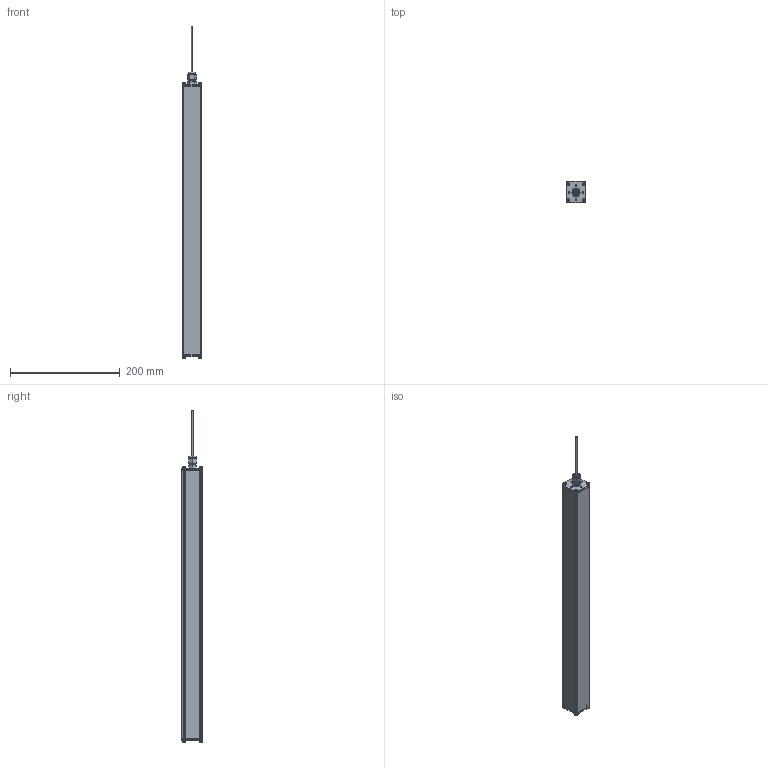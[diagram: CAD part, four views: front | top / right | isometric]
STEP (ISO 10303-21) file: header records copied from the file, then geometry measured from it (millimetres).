
FILE_DESCRIPTION((''),'2;1');
FILE_NAME('205382_ASM','2019-03-15T12:32:31',('pdmadmin'),('BANNER ENGINEERING'),'CREO PARAMETRIC BY PTC INC, 2018300','CREO PARAMETRIC BY PTC INC, 2018300','');
FILE_SCHEMA(('CONFIG_CONTROL_DESIGN'));
Products named in the file (103): 203858_AF1; 203000_AF0_ASM; 201421_AF0; 202999_AF0_ASM; 198324_BOARD_AF0; 114097_AF0; 114096_GENERIC_AF0; 114106_AF0_ASM; 113905_AF0; 114418_AF0_ASM; 111643_AF0; 60420_AF0; 114295_AF0_ASM; ASSEMBLY_55816_AF0; 68536_AF0_ASM; 139718_AF0_ASM; 114097_AF1; 114096_GENERIC_AF1; 114106_AF1_ASM; 113905_AF1; 114418_AF1_ASM; 111643_AF1; 60420_AF1; 114295_AF1_ASM; ASSEMBLY_55816_AF1; 68536_AF1_ASM; 139718_AF1_ASM; 114097_AF2; 114096_GENERIC_AF2; 114106_AF2_ASM; 113905_AF2; 114418_AF2_ASM; 111643_AF2; 60420_AF2; 114295_AF2_ASM; ASSEMBLY_55816_AF2; 68536_AF2_ASM; 139718_AF2_ASM; 114097_AF3; 114096_GENERIC_AF3 ...
Assembly tree (102 placements, depth 5):
  205382_ASM
    202999_AF0_ASM
      203000_AF0_ASM
        203858_AF1
      201421_AF0
    198324_BOARD_AF0
    139718_AF0_ASM
      114418_AF0_ASM
        114106_AF0_ASM
          114097_AF0
          114096_GENERIC_AF0
        113905_AF0
      68536_AF0_ASM
        114295_AF0_ASM
          111643_AF0
          60420_AF0
        ASSEMBLY_55816_AF0
    139718_AF1_ASM
      114418_AF1_ASM
        114106_AF1_ASM
          114097_AF1
          114096_GENERIC_AF1
        113905_AF1
      68536_AF1_ASM
        114295_AF1_ASM
          111643_AF1
          60420_AF1
        ASSEMBLY_55816_AF1
    139718_AF2_ASM
      114418_AF2_ASM
        114106_AF2_ASM
          114097_AF2
          114096_GENERIC_AF2
        113905_AF2
      68536_AF2_ASM
        114295_AF2_ASM
          111643_AF2
          60420_AF2
        ASSEMBLY_55816_AF2
    139718_AF3_ASM
      114418_AF3_ASM
        114106_AF3_ASM
          114097_AF3
          114096_GENERIC_AF3
        113905_AF3
      68536_AF3_ASM
        114295_AF3_ASM
          111643_AF3
          60420_AF3
        ASSEMBLY_55816_AF3
    139718_AF4_ASM
      114418_AF4_ASM
        114106_AF4_ASM
          114097_AF4
          114096_GENERIC_AF4
        113905_AF4
      68536_AF4_ASM
        114295_AF4_ASM
          111643_AF4
          60420_AF4
Bounding box: 36 x 38 x 604.72 mm (x, y, z)
Volume: 180856.6 mm3; surface area: 176822.1 mm2
Topology: 26 solids, 35 shells, 1257 faces, 3433 edges, 2233 vertices
Faces by surface type: cylinder 748, plane 286, bspline 137, torus 66, cone 20
Entity records: 82693 total; most frequent: CARTESIAN_POINT 50582, ORIENTED_EDGE 6830, DIRECTION 5726, EDGE_CURVE 3433, VERTEX_POINT 2233, AXIS2_PLACEMENT_3D 2111, VECTOR 1504, LINE 1504
